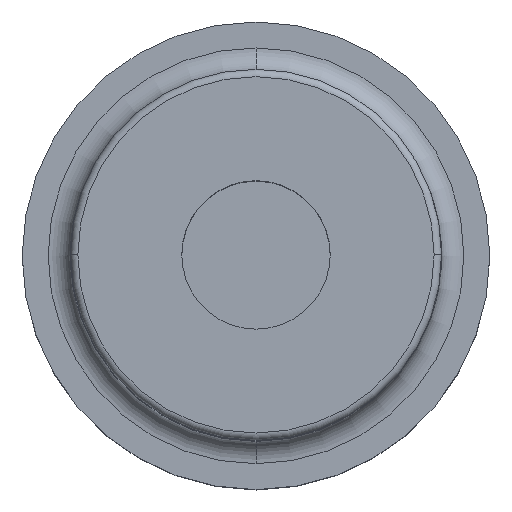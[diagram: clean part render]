
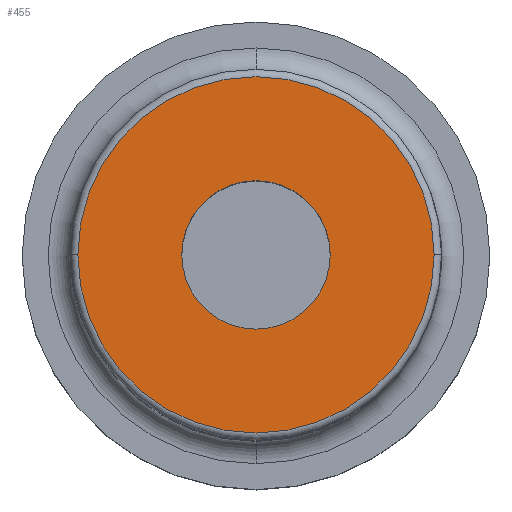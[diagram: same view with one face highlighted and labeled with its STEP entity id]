
A CAD part, top view. The second image highlights one B-rep face of the part: STEP entity #455.
In plain terms, the highlighted planar face has unit normal (0, 0, 1).
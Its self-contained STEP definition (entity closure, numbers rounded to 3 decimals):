
#10 = EDGE_LOOP ( 'NONE', ( #427, #60 ) ) ;
#15 = CARTESIAN_POINT ( 'NONE',  ( 0., 0., 100. ) ) ;
#39 = CARTESIAN_POINT ( 'NONE',  ( 0., 0., 100. ) ) ;
#60 = ORIENTED_EDGE ( 'NONE', *, *, #1196, .F. ) ;
#68 = EDGE_CURVE ( 'NONE', #1556, #366, #1116, .T. ) ;
#84 = CIRCLE ( 'NONE', #1274, 24. ) ;
#97 = EDGE_CURVE ( 'NONE', #1193, #1375, #515, .T. ) ;
#162 = CARTESIAN_POINT ( 'NONE',  ( 0., 0., 100. ) ) ;
#170 = AXIS2_PLACEMENT_3D ( 'NONE', #1238, #341, #1658 ) ;
#238 = CIRCLE ( 'NONE', #639, 10. ) ;
#341 = DIRECTION ( 'NONE',  ( 0., 0., 1. ) ) ;
#343 = DIRECTION ( 'NONE',  ( 0., 0., 1. ) ) ;
#366 = VERTEX_POINT ( 'NONE', #1094 ) ;
#372 = ORIENTED_EDGE ( 'NONE', *, *, #97, .F. ) ;
#380 = CARTESIAN_POINT ( 'NONE',  ( -10., 0., 100. ) ) ;
#414 = EDGE_LOOP ( 'NONE', ( #1529, #372 ) ) ;
#427 = ORIENTED_EDGE ( 'NONE', *, *, #68, .F. ) ;
#428 = DIRECTION ( 'NONE',  ( 0., 0., -1. ) ) ;
#455 = ADVANCED_FACE ( 'NONE', ( #1411, #643 ), #1647, .T. ) ;
#505 = EDGE_CURVE ( 'NONE', #1375, #1193, #84, .T. ) ;
#515 = CIRCLE ( 'NONE', #1359, 24. ) ;
#593 = CARTESIAN_POINT ( 'NONE',  ( 0., 24., 100. ) ) ;
#639 = AXIS2_PLACEMENT_3D ( 'NONE', #162, #1330, #1072 ) ;
#643 = FACE_OUTER_BOUND ( 'NONE', #414, .T. ) ;
#676 = CARTESIAN_POINT ( 'NONE',  ( 24., 0., 100. ) ) ;
#859 = DIRECTION ( 'NONE',  ( 1., 0., 0. ) ) ;
#897 = CARTESIAN_POINT ( 'NONE',  ( -24., 0., 100. ) ) ;
#1072 = DIRECTION ( 'NONE',  ( 1., 0., 0. ) ) ;
#1094 = CARTESIAN_POINT ( 'NONE',  ( 10., 0., 100. ) ) ;
#1116 = CIRCLE ( 'NONE', #170, 10. ) ;
#1174 = DIRECTION ( 'NONE',  ( 0., 0., -1. ) ) ;
#1193 = VERTEX_POINT ( 'NONE', #676 ) ;
#1196 = EDGE_CURVE ( 'NONE', #366, #1556, #238, .T. ) ;
#1202 = DIRECTION ( 'NONE',  ( -1., 0., 0. ) ) ;
#1238 = CARTESIAN_POINT ( 'NONE',  ( 0., 0., 100. ) ) ;
#1274 = AXIS2_PLACEMENT_3D ( 'NONE', #39, #428, #1202 ) ;
#1330 = DIRECTION ( 'NONE',  ( 0., 0., 1. ) ) ;
#1359 = AXIS2_PLACEMENT_3D ( 'NONE', #15, #1174, #1434 ) ;
#1362 = AXIS2_PLACEMENT_3D ( 'NONE', #593, #343, #859 ) ;
#1375 = VERTEX_POINT ( 'NONE', #897 ) ;
#1411 = FACE_BOUND ( 'NONE', #10, .T. ) ;
#1434 = DIRECTION ( 'NONE',  ( -1., 0., 0. ) ) ;
#1529 = ORIENTED_EDGE ( 'NONE', *, *, #505, .F. ) ;
#1556 = VERTEX_POINT ( 'NONE', #380 ) ;
#1647 = PLANE ( 'NONE',  #1362 ) ;
#1658 = DIRECTION ( 'NONE',  ( 1., 0., 0. ) ) ;
